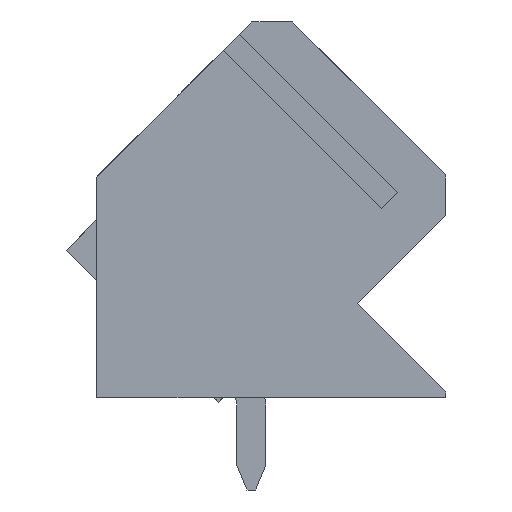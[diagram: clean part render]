
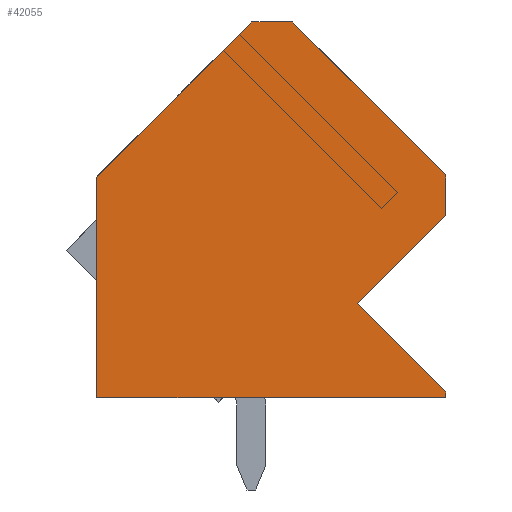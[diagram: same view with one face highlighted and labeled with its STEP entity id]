
A CAD part, left-side view. The second image highlights one B-rep face of the part: STEP entity #42055.
In plain terms, the highlighted planar face has unit normal (-1, 0, 0).
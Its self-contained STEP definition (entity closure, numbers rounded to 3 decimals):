
#42018=AXIS2_PLACEMENT_3D('Plane Axis2P3D',#42015,#42016,#42017) ;
#41864=CARTESIAN_POINT('Vertex',(0.,6.718,16.228)) ;
#41867=CARTESIAN_POINT('Line Origine',(0.,6.01,16.228)) ;
#41871=CARTESIAN_POINT('Vertex',(0.,5.303,16.228)) ;
#41907=CARTESIAN_POINT('Vertex',(0.,0.001,3.4)) ;
#41910=CARTESIAN_POINT('Line Origine',(0.,0.,3.3)) ;
#41914=CARTESIAN_POINT('Vertex',(0.,0.,3.2)) ;
#41940=CARTESIAN_POINT('Vertex',(0.,3.055,6.455)) ;
#41943=CARTESIAN_POINT('Line Origine',(0.,1.528,4.927)) ;
#41966=CARTESIAN_POINT('Vertex',(0.,0.,9.51)) ;
#41969=CARTESIAN_POINT('Line Origine',(0.,1.528,7.983)) ;
#41999=CARTESIAN_POINT('Vertex',(0.,0.,10.924)) ;
#42002=CARTESIAN_POINT('Line Origine',(0.,0.,10.217)) ;
#42015=CARTESIAN_POINT('Axis2P3D Location',(0.,0.,0.)) ;
#42020=CARTESIAN_POINT('Line Origine',(0.,9.405,13.54)) ;
#42024=CARTESIAN_POINT('Vertex',(0.,12.092,10.853)) ;
#42027=CARTESIAN_POINT('Line Origine',(0.,12.093,7.027)) ;
#42031=CARTESIAN_POINT('Vertex',(0.,12.093,3.2)) ;
#42034=CARTESIAN_POINT('Line Origine',(0.,6.046,3.2)) ;
#42039=CARTESIAN_POINT('Line Origine',(0.,2.652,13.576)) ;
#41868=DIRECTION('Vector Direction',(0.,-1.,0.)) ;
#41911=DIRECTION('Vector Direction',(0.,-0.004,-1.)) ;
#41944=DIRECTION('Vector Direction',(0.,-0.707,-0.707)) ;
#41970=DIRECTION('Vector Direction',(0.,0.707,-0.707)) ;
#42003=DIRECTION('Vector Direction',(0.,0.,-1.)) ;
#42016=DIRECTION('Axis2P3D Direction',(-1.,0.,0.)) ;
#42017=DIRECTION('Axis2P3D XDirection',(0.,0.,1.)) ;
#42021=DIRECTION('Vector Direction',(0.,-0.707,0.707)) ;
#42028=DIRECTION('Vector Direction',(0.,0.,1.)) ;
#42035=DIRECTION('Vector Direction',(0.,1.,0.)) ;
#42040=DIRECTION('Vector Direction',(0.,-0.707,-0.707)) ;
#41869=VECTOR('Line Direction',#41868,1.) ;
#41912=VECTOR('Line Direction',#41911,1.) ;
#41945=VECTOR('Line Direction',#41944,1.) ;
#41971=VECTOR('Line Direction',#41970,1.) ;
#42004=VECTOR('Line Direction',#42003,1.) ;
#42022=VECTOR('Line Direction',#42021,1.) ;
#42029=VECTOR('Line Direction',#42028,1.) ;
#42036=VECTOR('Line Direction',#42035,1.) ;
#42041=VECTOR('Line Direction',#42040,1.) ;
#42045=ORIENTED_EDGE('',*,*,#41873,.T.) ;
#42046=ORIENTED_EDGE('',*,*,#42026,.T.) ;
#42047=ORIENTED_EDGE('',*,*,#42033,.T.) ;
#42048=ORIENTED_EDGE('',*,*,#42038,.T.) ;
#42049=ORIENTED_EDGE('',*,*,#41916,.T.) ;
#42050=ORIENTED_EDGE('',*,*,#41947,.T.) ;
#42051=ORIENTED_EDGE('',*,*,#41973,.T.) ;
#42052=ORIENTED_EDGE('',*,*,#42006,.T.) ;
#42053=ORIENTED_EDGE('',*,*,#42043,.T.) ;
#42055=ADVANCED_FACE('HOUSING',(#42054),#42019,.T.) ;
#41873=EDGE_CURVE('',#41872,#41865,#41870,.F.) ;
#41916=EDGE_CURVE('',#41915,#41908,#41913,.F.) ;
#41947=EDGE_CURVE('',#41908,#41941,#41946,.F.) ;
#41973=EDGE_CURVE('',#41941,#41967,#41972,.F.) ;
#42006=EDGE_CURVE('',#41967,#42000,#42005,.F.) ;
#42026=EDGE_CURVE('',#41865,#42025,#42023,.F.) ;
#42033=EDGE_CURVE('',#42025,#42032,#42030,.F.) ;
#42038=EDGE_CURVE('',#42032,#41915,#42037,.F.) ;
#42043=EDGE_CURVE('',#42000,#41872,#42042,.F.) ;
#42044=EDGE_LOOP('',(#42045,#42046,#42047,#42048,#42049,#42050,#42051,#42052,#42053)) ;
#42054=FACE_OUTER_BOUND('',#42044,.T.) ;
#41870=LINE('Line',#41867,#41869) ;
#41913=LINE('Line',#41910,#41912) ;
#41946=LINE('Line',#41943,#41945) ;
#41972=LINE('Line',#41969,#41971) ;
#42005=LINE('Line',#42002,#42004) ;
#42023=LINE('Line',#42020,#42022) ;
#42030=LINE('Line',#42027,#42029) ;
#42037=LINE('Line',#42034,#42036) ;
#42042=LINE('Line',#42039,#42041) ;
#42019=PLANE('',#42018) ;
#41865=VERTEX_POINT('',#41864) ;
#41872=VERTEX_POINT('',#41871) ;
#41908=VERTEX_POINT('',#41907) ;
#41915=VERTEX_POINT('',#41914) ;
#41941=VERTEX_POINT('',#41940) ;
#41967=VERTEX_POINT('',#41966) ;
#42000=VERTEX_POINT('',#41999) ;
#42025=VERTEX_POINT('',#42024) ;
#42032=VERTEX_POINT('',#42031) ;
